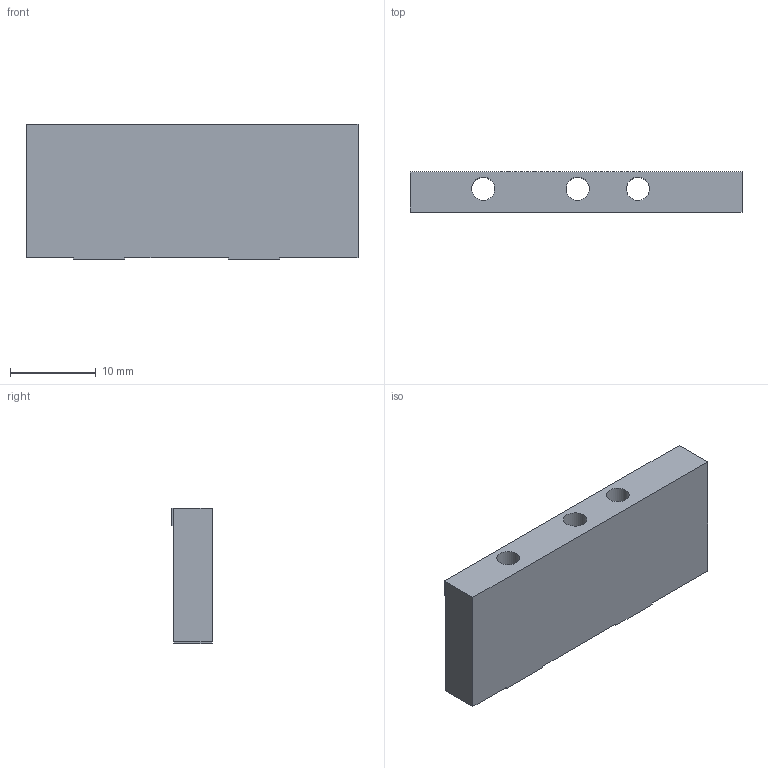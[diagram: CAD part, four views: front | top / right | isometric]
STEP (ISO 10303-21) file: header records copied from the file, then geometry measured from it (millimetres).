
FILE_DESCRIPTION(/* description */ (''),/* implementation_level */ '2;1');
FILE_NAME(/* name */ 'optira encoder tape mounting adapter - LBX-40C.stp',/* time_stamp */ '2020-11-25T20:51:54-08:00',/* author */ ('hongquanli'),/* organization */ (''),/* preprocessor_version */ 'ST-DEVELOPER v18',/* originating_system */ 'Autodesk Inventor 2020',/* authorisation */ '');
FILE_SCHEMA (('AUTOMOTIVE_DESIGN { 1 0 10303 214 3 1 1 }'));
Length unit declared in the file: millimetre
Products named in the file (1): optira encoder tape mounting adapter - LBX-40C
Bounding box: 38.6 x 4.7 x 15.74 mm (x, y, z)
Volume: 2456.3 mm3; surface area: 2076.1 mm2
Topology: 1 solids, 1 shells, 21 faces, 59 edges, 40 vertices
Faces by surface type: plane 18, cylinder 3
Full cylindrical faces by diameter (mm): 2.7 x3
Entity records: 731 total; most frequent: CARTESIAN_POINT 121, ORIENTED_EDGE 118, DIRECTION 112, EDGE_CURVE 59, LINE 50, VECTOR 50, VERTEX_POINT 40, AXIS2_PLACEMENT_3D 31
